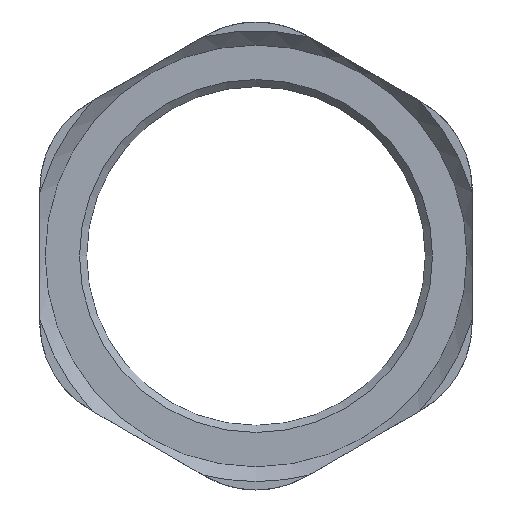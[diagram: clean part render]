
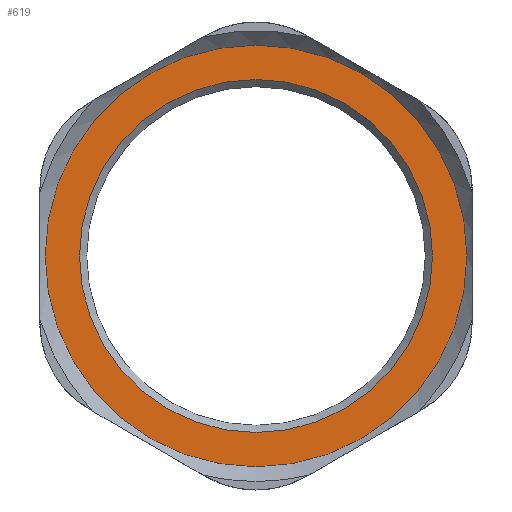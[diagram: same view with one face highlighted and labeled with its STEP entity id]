
A CAD part, front view. The second image highlights one B-rep face of the part: STEP entity #619.
In plain terms, the highlighted planar face has unit normal (0, -1, 0).
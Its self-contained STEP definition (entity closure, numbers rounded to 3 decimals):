
#75=FACE_BOUND('',#131,.T.);
#77=PLANE('',#672);
#100=FACE_OUTER_BOUND('',#130,.T.);
#130=EDGE_LOOP('',(#408));
#131=EDGE_LOOP('',(#409));
#229=CIRCLE('',#669,12.25);
#231=CIRCLE('',#673,14.638);
#253=VERTEX_POINT('',#908);
#255=VERTEX_POINT('',#916);
#314=EDGE_CURVE('',#253,#253,#229,.T.);
#317=EDGE_CURVE('',#255,#255,#231,.T.);
#408=ORIENTED_EDGE('',*,*,#317,.T.);
#409=ORIENTED_EDGE('',*,*,#314,.F.);
#619=ADVANCED_FACE('',(#100,#75),#77,.F.);
#669=AXIS2_PLACEMENT_3D('',#910,#741,#742);
#672=AXIS2_PLACEMENT_3D('',#915,#748,#749);
#673=AXIS2_PLACEMENT_3D('',#917,#750,#751);
#741=DIRECTION('center_axis',(0.,-1.,0.));
#742=DIRECTION('ref_axis',(1.,0.,0.));
#748=DIRECTION('center_axis',(0.,1.,0.));
#749=DIRECTION('ref_axis',(0.,0.,1.));
#750=DIRECTION('center_axis',(0.,-1.,0.));
#751=DIRECTION('ref_axis',(1.,0.,0.));
#908=CARTESIAN_POINT('',(-12.25,-4.,0.));
#910=CARTESIAN_POINT('Origin',(0.,-4.,0.));
#915=CARTESIAN_POINT('Origin',(0.,-4.,14.638));
#916=CARTESIAN_POINT('',(0.,-4.,-14.638));
#917=CARTESIAN_POINT('Origin',(0.,-4.,0.));
